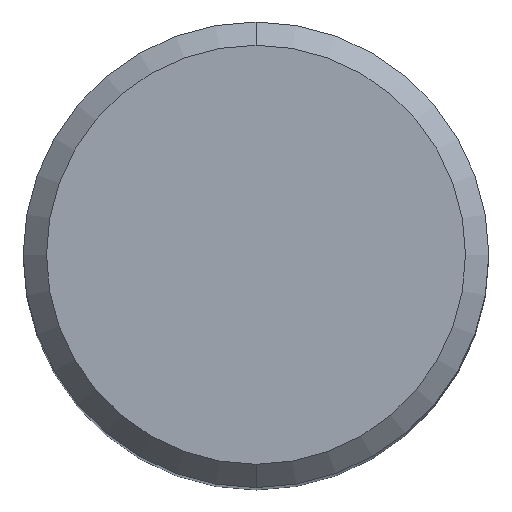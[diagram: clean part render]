
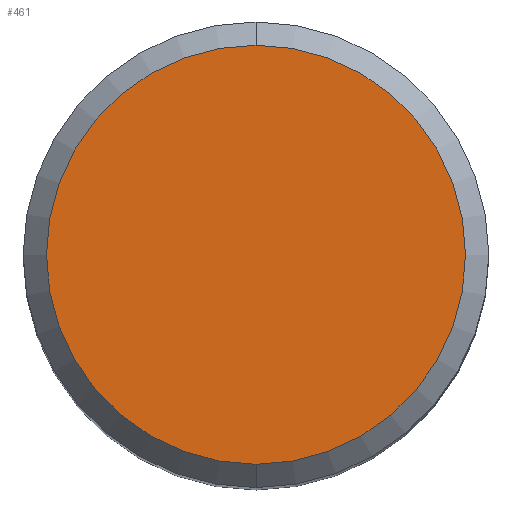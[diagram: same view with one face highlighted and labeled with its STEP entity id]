
A CAD part, top view. The second image highlights one B-rep face of the part: STEP entity #461.
In plain terms, the highlighted planar face has unit normal (0, 0, 1).
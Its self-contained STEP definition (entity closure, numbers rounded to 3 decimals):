
#179=VERTEX_POINT('',#486);
#287=EDGE_CURVE('',#179,#305,#607,.T.);
#305=VERTEX_POINT('',#627);
#313=EDGE_CURVE('',#305,#179,#635,.T.);
#461=ADVANCED_FACE('',(#797),#798,.T.);
#486=CARTESIAN_POINT('',(0.,-7.2,0.0));
#607=CIRCLE('',#1043,7.2);
#627=CARTESIAN_POINT('',(0.0,7.2,0.0));
#635=CIRCLE('',#1086,7.2);
#797=FACE_OUTER_BOUND('',#1504,.T.);
#798=PLANE('',#1505);
#1043=AXIS2_PLACEMENT_3D('',#1653,#1654,#1655);
#1086=AXIS2_PLACEMENT_3D('',#1684,#1685,#1686);
#1504=EDGE_LOOP('',(#1864,#1865));
#1505=AXIS2_PLACEMENT_3D('',#1866,#1867,#1868);
#1653=CARTESIAN_POINT('',(0.0,0.0,0.0));
#1654=DIRECTION('',(0.0,0.0,-1.0));
#1655=DIRECTION('',(0.0,1.0,0.0));
#1684=CARTESIAN_POINT('',(0.0,0.0,0.0));
#1685=DIRECTION('',(0.0,0.0,-1.0));
#1686=DIRECTION('',(0.0,1.0,0.0));
#1864=ORIENTED_EDGE('',*,*,#313,.F.);
#1865=ORIENTED_EDGE('',*,*,#287,.F.);
#1866=CARTESIAN_POINT('',(0.0,3.6,0.0));
#1867=DIRECTION('',(-0.0,0.0,1.0));
#1868=DIRECTION('',(0.0,-1.0,0.0));
